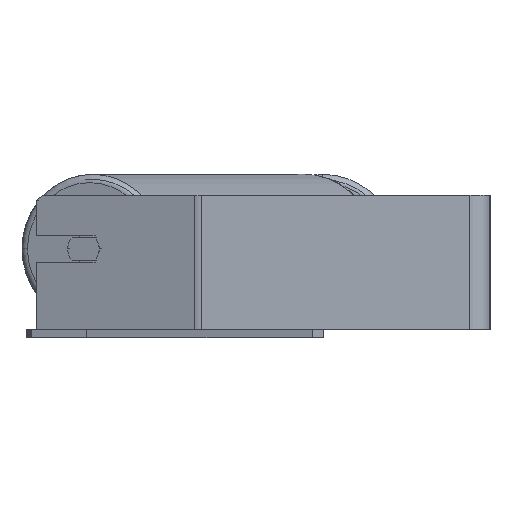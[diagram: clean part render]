
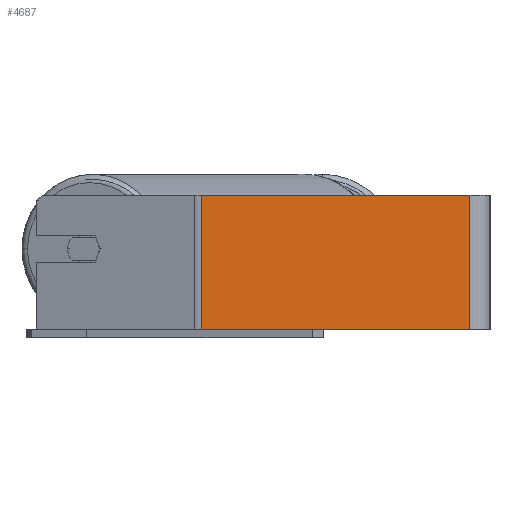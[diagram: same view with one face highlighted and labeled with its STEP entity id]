
A CAD part, left-side view. The second image highlights one B-rep face of the part: STEP entity #4687.
In plain terms, the highlighted planar face has unit normal (-1, 0, 0).
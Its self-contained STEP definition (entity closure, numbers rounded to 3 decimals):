
#146 = EDGE_CURVE ( 'NONE', #1064, #3076, #1391, .T. ) ;
#431 = LINE ( 'NONE', #2586, #6748 ) ;
#693 = DIRECTION ( 'NONE',  ( 0., -1., 0. ) ) ;
#1064 = VERTEX_POINT ( 'NONE', #1799 ) ;
#1354 = VECTOR ( 'NONE', #693, 1000. ) ;
#1365 = CARTESIAN_POINT ( 'NONE',  ( -620., 12., 40. ) ) ;
#1391 = LINE ( 'NONE', #4169, #1354 ) ;
#1525 = CARTESIAN_POINT ( 'NONE',  ( -620., 12., 40. ) ) ;
#1628 = ORIENTED_EDGE ( 'NONE', *, *, #146, .T. ) ;
#1651 = CARTESIAN_POINT ( 'NONE',  ( -620., 172.088, 40. ) ) ;
#1681 = FACE_OUTER_BOUND ( 'NONE', #8962, .T. ) ;
#1799 = CARTESIAN_POINT ( 'NONE',  ( -620., 172.088, -40. ) ) ;
#2161 = VERTEX_POINT ( 'NONE', #1525 ) ;
#2205 = ORIENTED_EDGE ( 'NONE', *, *, #4321, .F. ) ;
#2586 = CARTESIAN_POINT ( 'NONE',  ( -620., 174.204, 40. ) ) ;
#3076 = VERTEX_POINT ( 'NONE', #4591 ) ;
#3150 = EDGE_CURVE ( 'NONE', #4464, #2161, #431, .T. ) ;
#3449 = ORIENTED_EDGE ( 'NONE', *, *, #3150, .F. ) ;
#3533 = DIRECTION ( 'NONE',  ( 0., 0., -1. ) ) ;
#3745 = DIRECTION ( 'NONE',  ( 0., 0., -1. ) ) ;
#3852 = EDGE_CURVE ( 'NONE', #4464, #1064, #5809, .T. ) ;
#4165 = AXIS2_PLACEMENT_3D ( 'NONE', #5833, #5142, #3533 ) ;
#4169 = CARTESIAN_POINT ( 'NONE',  ( -620., 174.204, -40. ) ) ;
#4321 = EDGE_CURVE ( 'NONE', #2161, #3076, #6970, .T. ) ;
#4374 = CARTESIAN_POINT ( 'NONE',  ( -620., 172.088, 40. ) ) ;
#4464 = VERTEX_POINT ( 'NONE', #4374 ) ;
#4591 = CARTESIAN_POINT ( 'NONE',  ( -620., 12., -40. ) ) ;
#4687 = ADVANCED_FACE ( 'NONE', ( #1681 ), #6858, .F. ) ;
#5142 = DIRECTION ( 'NONE',  ( 1., 0., 0. ) ) ;
#5470 = VECTOR ( 'NONE', #3745, 1000. ) ;
#5809 = LINE ( 'NONE', #1651, #5470 ) ;
#5833 = CARTESIAN_POINT ( 'NONE',  ( -620., 174.204, 40. ) ) ;
#6118 = DIRECTION ( 'NONE',  ( 0., 0., -1. ) ) ;
#6630 = VECTOR ( 'NONE', #6118, 1000. ) ;
#6748 = VECTOR ( 'NONE', #8808, 1000. ) ;
#6858 = PLANE ( 'NONE',  #4165 ) ;
#6970 = LINE ( 'NONE', #1365, #6630 ) ;
#7779 = ORIENTED_EDGE ( 'NONE', *, *, #3852, .T. ) ;
#8808 = DIRECTION ( 'NONE',  ( 0., -1., 0. ) ) ;
#8962 = EDGE_LOOP ( 'NONE', ( #1628, #2205, #3449, #7779 ) ) ;
